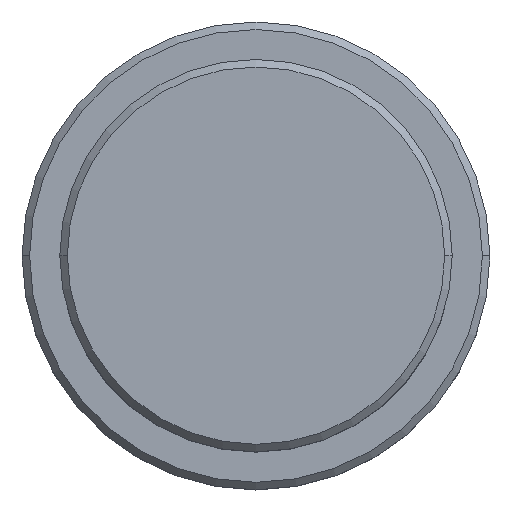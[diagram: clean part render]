
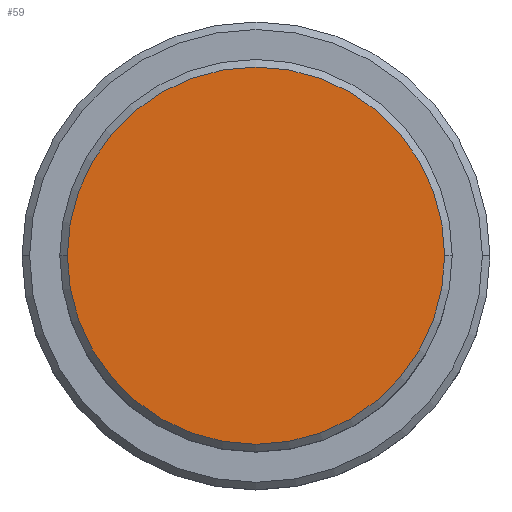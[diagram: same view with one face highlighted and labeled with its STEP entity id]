
A CAD part, top view. The second image highlights one B-rep face of the part: STEP entity #59.
In plain terms, the highlighted planar face has unit normal (0, 0, 1).
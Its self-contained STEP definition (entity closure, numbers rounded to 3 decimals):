
#10 = AXIS2_PLACEMENT_3D ( 'NONE', #1288, #313, #751 ) ;
#30 = AXIS2_PLACEMENT_3D ( 'NONE', #1111, #916, #701 ) ;
#59 = ADVANCED_FACE ( 'NONE', ( #424 ), #855, .T. ) ;
#158 = ORIENTED_EDGE ( 'NONE', *, *, #1120, .T. ) ;
#305 = CARTESIAN_POINT ( 'NONE',  ( -12.5, 0., 0. ) ) ;
#313 = DIRECTION ( 'NONE',  ( 0., 0., 1. ) ) ;
#354 = EDGE_CURVE ( 'NONE', #762, #1011, #361, .T. ) ;
#361 = CIRCLE ( 'NONE', #30, 12.5 ) ;
#422 = DIRECTION ( 'NONE',  ( 0., 0., 1. ) ) ;
#424 = FACE_OUTER_BOUND ( 'NONE', #828, .T. ) ;
#500 = AXIS2_PLACEMENT_3D ( 'NONE', #1282, #422, #854 ) ;
#673 = CARTESIAN_POINT ( 'NONE',  ( 12.5, 0., 0. ) ) ;
#701 = DIRECTION ( 'NONE',  ( 1., 0., 0. ) ) ;
#751 = DIRECTION ( 'NONE',  ( 1., 0., 0. ) ) ;
#762 = VERTEX_POINT ( 'NONE', #673 ) ;
#828 = EDGE_LOOP ( 'NONE', ( #158, #967 ) ) ;
#838 = CIRCLE ( 'NONE', #500, 12.5 ) ;
#854 = DIRECTION ( 'NONE',  ( 1., 0., 0. ) ) ;
#855 = PLANE ( 'NONE',  #10 ) ;
#916 = DIRECTION ( 'NONE',  ( 0., 0., 1. ) ) ;
#967 = ORIENTED_EDGE ( 'NONE', *, *, #354, .T. ) ;
#1011 = VERTEX_POINT ( 'NONE', #305 ) ;
#1111 = CARTESIAN_POINT ( 'NONE',  ( 0., 0., 0. ) ) ;
#1120 = EDGE_CURVE ( 'NONE', #1011, #762, #838, .T. ) ;
#1282 = CARTESIAN_POINT ( 'NONE',  ( 0., 0., 0. ) ) ;
#1288 = CARTESIAN_POINT ( 'NONE',  ( 0., 0., 0. ) ) ;
